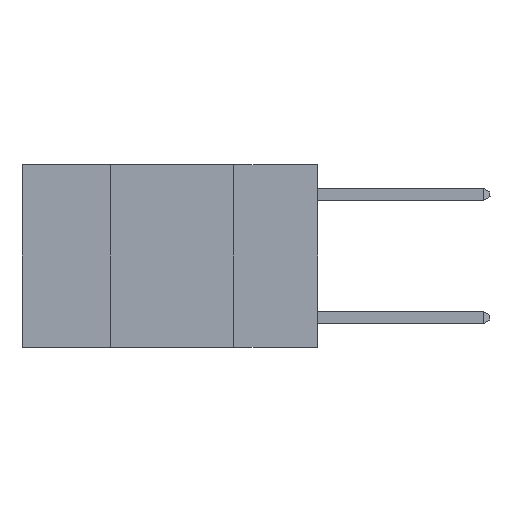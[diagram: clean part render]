
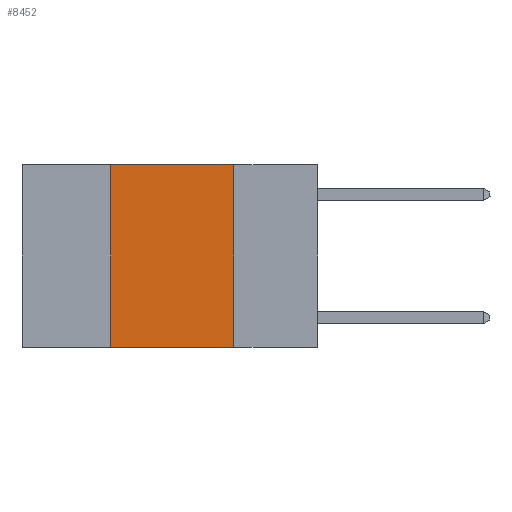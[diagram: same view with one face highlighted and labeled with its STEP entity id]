
A CAD part, left-side view. The second image highlights one B-rep face of the part: STEP entity #8452.
In plain terms, the highlighted planar face has unit normal (-1, 0, 0).
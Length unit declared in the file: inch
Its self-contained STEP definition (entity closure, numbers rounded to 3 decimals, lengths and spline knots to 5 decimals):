
#1107 = CARTESIAN_POINT ( 'NONE',  ( 0., 0.42, -0.37 ) ) ;
#1297 = VECTOR ( 'NONE', #26608, 39.37008 ) ;
#1746 = VECTOR ( 'NONE', #26454, 39.37008 ) ;
#2811 = VERTEX_POINT ( 'NONE', #27028 ) ;
#3247 = DIRECTION ( 'NONE',  ( 1., 0., 0. ) ) ;
#3757 = AXIS2_PLACEMENT_3D ( 'NONE', #16890, #3247, #19145 ) ;
#4063 = CARTESIAN_POINT ( 'NONE',  ( 0., 0.6, 0. ) ) ;
#5795 = EDGE_CURVE ( 'NONE', #2811, #7753, #19451, .T. ) ;
#6511 = FACE_OUTER_BOUND ( 'NONE', #26809, .T. ) ;
#7168 = VERTEX_POINT ( 'NONE', #24762 ) ;
#7753 = VERTEX_POINT ( 'NONE', #13286 ) ;
#8071 = VECTOR ( 'NONE', #14651, 39.37008 ) ;
#8452 = ADVANCED_FACE ( 'NONE', ( #6511 ), #28033, .F. ) ;
#8582 = LINE ( 'NONE', #13022, #1746 ) ;
#10622 = ORIENTED_EDGE ( 'NONE', *, *, #28672, .T. ) ;
#12364 = CARTESIAN_POINT ( 'NONE',  ( 0., 0.6, -0.37 ) ) ;
#13022 = CARTESIAN_POINT ( 'NONE',  ( 0., 0.17, 0. ) ) ;
#13286 = CARTESIAN_POINT ( 'NONE',  ( 0., 0.17, 0. ) ) ;
#14641 = EDGE_CURVE ( 'NONE', #7753, #7168, #8582, .T. ) ;
#14651 = DIRECTION ( 'NONE',  ( 0., -1., 0. ) ) ;
#15717 = VECTOR ( 'NONE', #16949, 39.37008 ) ;
#15827 = VERTEX_POINT ( 'NONE', #1107 ) ;
#16890 = CARTESIAN_POINT ( 'NONE',  ( 0., 0.6, 0. ) ) ;
#16949 = DIRECTION ( 'NONE',  ( 0., 0., 1. ) ) ;
#19145 = DIRECTION ( 'NONE',  ( 0., 0., -1. ) ) ;
#19451 = LINE ( 'NONE', #4063, #1297 ) ;
#20203 = ORIENTED_EDGE ( 'NONE', *, *, #14641, .F. ) ;
#21351 = CARTESIAN_POINT ( 'NONE',  ( 0., 0.42, 0. ) ) ;
#21667 = LINE ( 'NONE', #21351, #15717 ) ;
#23244 = ORIENTED_EDGE ( 'NONE', *, *, #5795, .F. ) ;
#23303 = ORIENTED_EDGE ( 'NONE', *, *, #23635, .F. ) ;
#23635 = EDGE_CURVE ( 'NONE', #15827, #2811, #21667, .T. ) ;
#24762 = CARTESIAN_POINT ( 'NONE',  ( 0., 0.17, -0.37 ) ) ;
#26454 = DIRECTION ( 'NONE',  ( 0., 0., -1. ) ) ;
#26608 = DIRECTION ( 'NONE',  ( 0., -1., 0. ) ) ;
#26759 = LINE ( 'NONE', #12364, #8071 ) ;
#26809 = EDGE_LOOP ( 'NONE', ( #20203, #23244, #23303, #10622 ) ) ;
#27028 = CARTESIAN_POINT ( 'NONE',  ( 0., 0.42, 0. ) ) ;
#28033 = PLANE ( 'NONE',  #3757 ) ;
#28672 = EDGE_CURVE ( 'NONE', #15827, #7168, #26759, .T. ) ;
